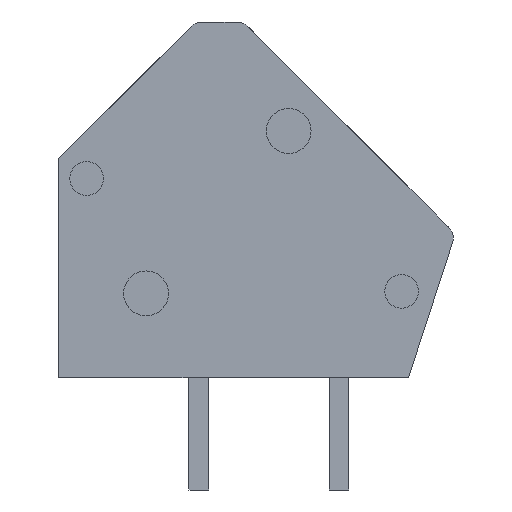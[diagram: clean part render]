
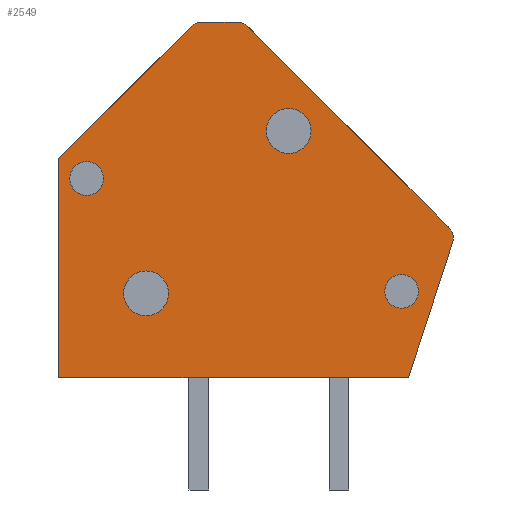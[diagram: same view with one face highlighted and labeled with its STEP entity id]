
A CAD part, left-side view. The second image highlights one B-rep face of the part: STEP entity #2549.
In plain terms, the highlighted planar face has unit normal (-1, 0, 0).
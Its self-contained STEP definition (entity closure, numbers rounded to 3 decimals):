
#683=CARTESIAN_POINT('',(-5.4,3.582,3.019));
#684=VERTEX_POINT('',#683);
#693=CARTESIAN_POINT('',(-5.4,5.182,3.019));
#694=VERTEX_POINT('',#693);
#695=CARTESIAN_POINT('',(-5.4,4.382,3.019));
#696=DIRECTION('',(-1.0,0.0,0.0));
#697=DIRECTION('',(0.0,-1.0,0.0));
#698=AXIS2_PLACEMENT_3D('',#695,#696,#697);
#699=CIRCLE('',#698,0.8);
#700=EDGE_CURVE('',#684,#694,#699,.T.);
#725=CARTESIAN_POINT('',(-5.4,-5.34,3.09));
#726=VERTEX_POINT('',#725);
#735=CARTESIAN_POINT('',(-5.4,-4.14,3.09));
#736=VERTEX_POINT('',#735);
#737=CARTESIAN_POINT('',(-5.4,-4.74,3.09));
#738=DIRECTION('',(-1.0,0.0,0.0));
#739=DIRECTION('',(0.0,-1.0,0.0));
#740=AXIS2_PLACEMENT_3D('',#737,#738,#739);
#741=CIRCLE('',#740,0.6);
#742=EDGE_CURVE('',#726,#736,#741,.T.);
#767=CARTESIAN_POINT('',(-5.4,5.903,7.121));
#768=VERTEX_POINT('',#767);
#777=CARTESIAN_POINT('',(-5.4,7.103,7.121));
#778=VERTEX_POINT('',#777);
#779=CARTESIAN_POINT('',(-5.4,6.503,7.121));
#780=DIRECTION('',(-1.0,0.0,0.0));
#781=DIRECTION('',(0.0,-1.0,0.0));
#782=AXIS2_PLACEMENT_3D('',#779,#780,#781);
#783=CIRCLE('',#782,0.6);
#784=EDGE_CURVE('',#768,#778,#783,.T.);
#809=CARTESIAN_POINT('',(-5.4,-1.51,8.818));
#810=VERTEX_POINT('',#809);
#819=CARTESIAN_POINT('',(-5.4,0.09,8.818));
#820=VERTEX_POINT('',#819);
#821=CARTESIAN_POINT('',(-5.4,-0.71,8.818));
#822=DIRECTION('',(-1.0,0.0,0.0));
#823=DIRECTION('',(0.0,-1.0,0.0));
#824=AXIS2_PLACEMENT_3D('',#821,#822,#823);
#825=CIRCLE('',#824,0.8);
#826=EDGE_CURVE('',#810,#820,#825,.T.);
#860=CARTESIAN_POINT('',(-5.4,-0.71,8.818));
#861=DIRECTION('',(-1.0,0.0,0.0));
#862=DIRECTION('',(0.0,-1.0,0.0));
#863=AXIS2_PLACEMENT_3D('',#860,#861,#862);
#864=CIRCLE('',#863,0.8);
#865=EDGE_CURVE('',#820,#810,#864,.T.);
#884=CARTESIAN_POINT('',(-5.4,6.503,7.121));
#885=DIRECTION('',(-1.0,0.0,0.0));
#886=DIRECTION('',(0.0,-1.0,0.0));
#887=AXIS2_PLACEMENT_3D('',#884,#885,#886);
#888=CIRCLE('',#887,0.6);
#889=EDGE_CURVE('',#778,#768,#888,.T.);
#908=CARTESIAN_POINT('',(-5.4,-4.74,3.09));
#909=DIRECTION('',(-1.0,0.0,0.0));
#910=DIRECTION('',(0.0,-1.0,0.0));
#911=AXIS2_PLACEMENT_3D('',#908,#909,#910);
#912=CIRCLE('',#911,0.6);
#913=EDGE_CURVE('',#736,#726,#912,.T.);
#932=CARTESIAN_POINT('',(-5.4,4.382,3.019));
#933=DIRECTION('',(-1.0,0.0,0.0));
#934=DIRECTION('',(0.0,-1.0,0.0));
#935=AXIS2_PLACEMENT_3D('',#932,#933,#934);
#936=CIRCLE('',#935,0.8);
#937=EDGE_CURVE('',#694,#684,#936,.T.);
#1732=CARTESIAN_POINT('',(-5.4,0.77,12.56));
#1733=VERTEX_POINT('',#1732);
#1740=CARTESIAN_POINT('',(-5.4,-6.439,5.351));
#1741=VERTEX_POINT('',#1740);
#1742=CARTESIAN_POINT('',(-5.4,0.77,12.56));
#1743=DIRECTION('',(0.,-0.707,-0.707));
#1744=VECTOR('',#1743,10.196);
#1745=LINE('',#1742,#1744);
#1746=EDGE_CURVE('',#1733,#1741,#1745,.T.);
#2460=CARTESIAN_POINT('',(-5.4,8.204,-0.635));
#2461=DIRECTION('',(-1.0,0.0,0.0));
#2462=DIRECTION('',(0.0,-1.0,0.0));
#2463=AXIS2_PLACEMENT_3D('',#2460,#2461,#2462);
#2464=PLANE('',#2463);
#2465=CARTESIAN_POINT('',(-5.4,7.5,0.));
#2466=VERTEX_POINT('',#2465);
#2467=CARTESIAN_POINT('',(-5.4,7.5,7.821));
#2468=VERTEX_POINT('',#2467);
#2469=CARTESIAN_POINT('',(-5.4,7.5,0.));
#2470=DIRECTION('',(0.0,0.0,1.0));
#2471=VECTOR('',#2470,7.821);
#2472=LINE('',#2469,#2471);
#2473=EDGE_CURVE('',#2466,#2468,#2472,.T.);
#2474=ORIENTED_EDGE('',*,*,#2473,.F.);
#2475=CARTESIAN_POINT('',(-5.4,-4.988,0.));
#2476=VERTEX_POINT('',#2475);
#2477=CARTESIAN_POINT('',(-5.4,-4.988,0.));
#2478=DIRECTION('',(0.0,1.0,0.0));
#2479=VECTOR('',#2478,12.488);
#2480=LINE('',#2477,#2479);
#2481=EDGE_CURVE('',#2476,#2466,#2480,.T.);
#2482=ORIENTED_EDGE('',*,*,#2481,.F.);
#2483=CARTESIAN_POINT('',(-5.4,-6.561,4.843));
#2484=VERTEX_POINT('',#2483);
#2485=CARTESIAN_POINT('',(-5.4,-6.561,4.843));
#2486=DIRECTION('',(0.0,0.309,-0.951));
#2487=VECTOR('',#2486,5.092);
#2488=LINE('',#2485,#2487);
#2489=EDGE_CURVE('',#2484,#2476,#2488,.T.);
#2490=ORIENTED_EDGE('',*,*,#2489,.F.);
#2491=CARTESIAN_POINT('',(-5.4,-6.085,4.997));
#2492=DIRECTION('',(1.0,0.,0.));
#2493=DIRECTION('',(0.,-0.951,-0.309));
#2494=AXIS2_PLACEMENT_3D('',#2491,#2492,#2493);
#2495=CIRCLE('',#2494,0.5);
#2496=EDGE_CURVE('',#1741,#2484,#2495,.T.);
#2497=ORIENTED_EDGE('',*,*,#2496,.F.);
#2498=ORIENTED_EDGE('',*,*,#1746,.F.);
#2499=CARTESIAN_POINT('',(-5.4,1.124,12.707));
#2500=VERTEX_POINT('',#2499);
#2501=CARTESIAN_POINT('',(-5.4,1.124,12.207));
#2502=DIRECTION('',(1.0,0.,0.));
#2503=DIRECTION('',(0.,-0.707,0.707));
#2504=AXIS2_PLACEMENT_3D('',#2501,#2502,#2503);
#2505=CIRCLE('',#2504,0.5);
#2506=EDGE_CURVE('',#2500,#1733,#2505,.T.);
#2507=ORIENTED_EDGE('',*,*,#2506,.F.);
#2508=CARTESIAN_POINT('',(-5.4,2.407,12.707));
#2509=VERTEX_POINT('',#2508);
#2510=CARTESIAN_POINT('',(-5.4,2.407,12.707));
#2511=DIRECTION('',(0.0,-1.0,0.0));
#2512=VECTOR('',#2511,1.283);
#2513=LINE('',#2510,#2512);
#2514=EDGE_CURVE('',#2509,#2500,#2513,.T.);
#2515=ORIENTED_EDGE('',*,*,#2514,.F.);
#2516=CARTESIAN_POINT('',(-5.4,2.76,12.56));
#2517=VERTEX_POINT('',#2516);
#2518=CARTESIAN_POINT('',(-5.4,2.407,12.207));
#2519=DIRECTION('',(1.0,0.0,0.0));
#2520=DIRECTION('',(0.0,0.0,1.0));
#2521=AXIS2_PLACEMENT_3D('',#2518,#2519,#2520);
#2522=CIRCLE('',#2521,0.5);
#2523=EDGE_CURVE('',#2517,#2509,#2522,.T.);
#2524=ORIENTED_EDGE('',*,*,#2523,.F.);
#2525=CARTESIAN_POINT('',(-5.4,7.5,7.821));
#2526=DIRECTION('',(0.,-0.707,0.707));
#2527=VECTOR('',#2526,6.703);
#2528=LINE('',#2525,#2527);
#2529=EDGE_CURVE('',#2468,#2517,#2528,.T.);
#2530=ORIENTED_EDGE('',*,*,#2529,.F.);
#2531=EDGE_LOOP('',(#2474,#2482,#2490,#2497,#2498,#2507,#2515,#2524,#2530));
#2532=FACE_OUTER_BOUND('',#2531,.T.);
#2533=ORIENTED_EDGE('',*,*,#865,.F.);
#2534=ORIENTED_EDGE('',*,*,#826,.F.);
#2535=EDGE_LOOP('',(#2533,#2534));
#2536=FACE_BOUND('',#2535,.T.);
#2537=ORIENTED_EDGE('',*,*,#889,.F.);
#2538=ORIENTED_EDGE('',*,*,#784,.F.);
#2539=EDGE_LOOP('',(#2537,#2538));
#2540=FACE_BOUND('',#2539,.T.);
#2541=ORIENTED_EDGE('',*,*,#913,.F.);
#2542=ORIENTED_EDGE('',*,*,#742,.F.);
#2543=EDGE_LOOP('',(#2541,#2542));
#2544=FACE_BOUND('',#2543,.T.);
#2545=ORIENTED_EDGE('',*,*,#937,.F.);
#2546=ORIENTED_EDGE('',*,*,#700,.F.);
#2547=EDGE_LOOP('',(#2545,#2546));
#2548=FACE_BOUND('',#2547,.T.);
#2549=ADVANCED_FACE('',(#2532,#2536,#2540,#2544,#2548),#2464,.T.);
